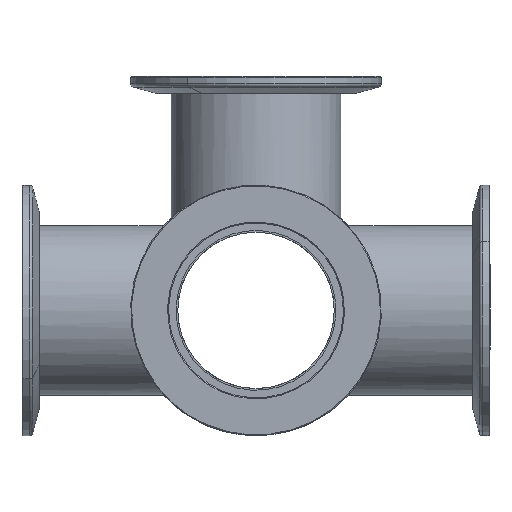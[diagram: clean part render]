
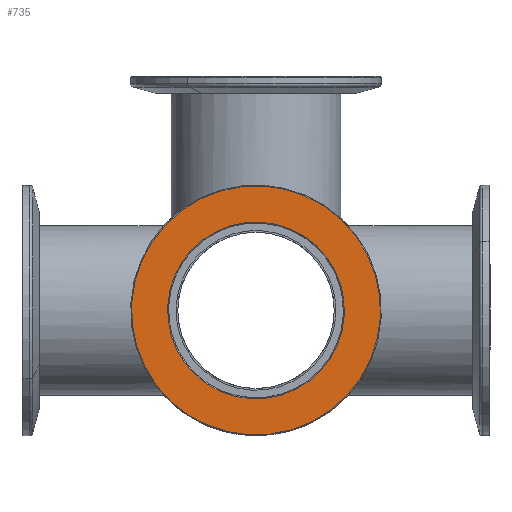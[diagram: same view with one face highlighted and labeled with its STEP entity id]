
A CAD part, front view. The second image highlights one B-rep face of the part: STEP entity #735.
In plain terms, the highlighted planar face has unit normal (0, -1, 0).
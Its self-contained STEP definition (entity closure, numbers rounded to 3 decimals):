
#117 = EDGE_LOOP ( 'NONE', ( #1340, #751 ) ) ;
#121 = DIRECTION ( 'NONE',  ( 1., 0., 0. ) ) ;
#159 = ORIENTED_EDGE ( 'NONE', *, *, #1405, .T. ) ;
#170 = PLANE ( 'NONE',  #799 ) ;
#172 = AXIS2_PLACEMENT_3D ( 'NONE', #1323, #734, #725 ) ;
#175 = CARTESIAN_POINT ( 'NONE',  ( -37.25, 0., 0. ) ) ;
#198 = FACE_BOUND ( 'NONE', #762, .T. ) ;
#355 = CARTESIAN_POINT ( 'NONE',  ( -26.15, 0., 0. ) ) ;
#357 = CARTESIAN_POINT ( 'NONE',  ( 26.45, 0., 0. ) ) ;
#478 = CIRCLE ( 'NONE', #1003, 26.45 ) ;
#480 = DIRECTION ( 'NONE',  ( 0., -1., 0. ) ) ;
#535 = AXIS2_PLACEMENT_3D ( 'NONE', #1039, #916, #121 ) ;
#559 = DIRECTION ( 'NONE',  ( 1., 0., 0. ) ) ;
#581 = EDGE_CURVE ( 'NONE', #1194, #623, #1010, .T. ) ;
#623 = VERTEX_POINT ( 'NONE', #1032 ) ;
#725 = DIRECTION ( 'NONE',  ( 1., 0., 0. ) ) ;
#734 = DIRECTION ( 'NONE',  ( 0., 1., 0. ) ) ;
#735 = ADVANCED_FACE ( 'NONE', ( #198, #1108 ), #170, .T. ) ;
#751 = ORIENTED_EDGE ( 'NONE', *, *, #1360, .T. ) ;
#762 = EDGE_LOOP ( 'NONE', ( #159, #1115 ) ) ;
#790 = DIRECTION ( 'NONE',  ( 0., -1., 0. ) ) ;
#799 = AXIS2_PLACEMENT_3D ( 'NONE', #355, #480, #1071 ) ;
#916 = DIRECTION ( 'NONE',  ( 0., -1., 0. ) ) ;
#960 = DIRECTION ( 'NONE',  ( 1., 0., 0. ) ) ;
#979 = EDGE_CURVE ( 'NONE', #1384, #1280, #478, .T. ) ;
#996 = DIRECTION ( 'NONE',  ( 0., 1., 0. ) ) ;
#1003 = AXIS2_PLACEMENT_3D ( 'NONE', #1021, #996, #960 ) ;
#1010 = CIRCLE ( 'NONE', #535, 37.25 ) ;
#1021 = CARTESIAN_POINT ( 'NONE',  ( 0., 0., 0. ) ) ;
#1032 = CARTESIAN_POINT ( 'NONE',  ( 37.25, 0., 0. ) ) ;
#1039 = CARTESIAN_POINT ( 'NONE',  ( 0., 0., 0. ) ) ;
#1071 = DIRECTION ( 'NONE',  ( 1., 0., 0. ) ) ;
#1108 = FACE_OUTER_BOUND ( 'NONE', #117, .T. ) ;
#1115 = ORIENTED_EDGE ( 'NONE', *, *, #979, .T. ) ;
#1147 = CARTESIAN_POINT ( 'NONE',  ( 0., 0., 0. ) ) ;
#1194 = VERTEX_POINT ( 'NONE', #175 ) ;
#1250 = CIRCLE ( 'NONE', #1363, 37.25 ) ;
#1280 = VERTEX_POINT ( 'NONE', #357 ) ;
#1323 = CARTESIAN_POINT ( 'NONE',  ( 0., 0., 0. ) ) ;
#1338 = CARTESIAN_POINT ( 'NONE',  ( -26.45, 0., 0. ) ) ;
#1340 = ORIENTED_EDGE ( 'NONE', *, *, #581, .T. ) ;
#1360 = EDGE_CURVE ( 'NONE', #623, #1194, #1250, .T. ) ;
#1363 = AXIS2_PLACEMENT_3D ( 'NONE', #1147, #790, #559 ) ;
#1384 = VERTEX_POINT ( 'NONE', #1338 ) ;
#1405 = EDGE_CURVE ( 'NONE', #1280, #1384, #1458, .T. ) ;
#1458 = CIRCLE ( 'NONE', #172, 26.45 ) ;
